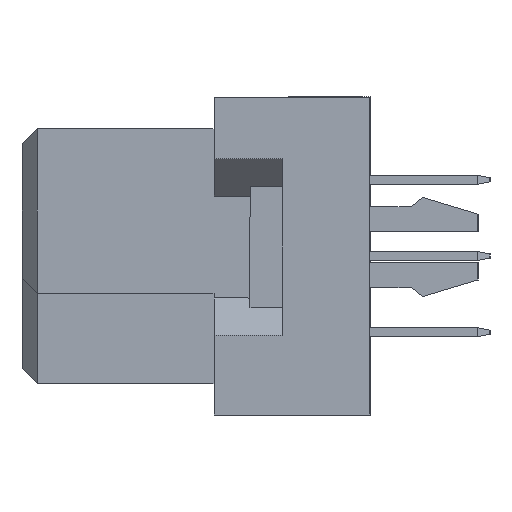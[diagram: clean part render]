
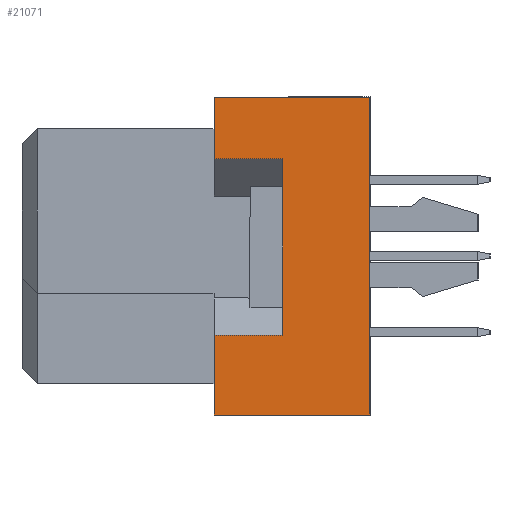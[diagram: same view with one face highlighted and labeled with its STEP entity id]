
A CAD part, left-side view. The second image highlights one B-rep face of the part: STEP entity #21071.
In plain terms, the highlighted planar face has unit normal (-1, 0, 0).
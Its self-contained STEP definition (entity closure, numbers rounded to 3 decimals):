
#113 = VECTOR ( 'NONE', #8929, 1000. ) ;
#663 = DIRECTION ( 'NONE',  ( 0., 0., 1. ) ) ;
#879 = ORIENTED_EDGE ( 'NONE', *, *, #7145, .T. ) ;
#1946 = FACE_OUTER_BOUND ( 'NONE', #15309, .T. ) ;
#1948 = CARTESIAN_POINT ( 'NONE',  ( -27.5, -8.7, 3.25 ) ) ;
#2021 = ORIENTED_EDGE ( 'NONE', *, *, #5288, .F. ) ;
#2050 = DIRECTION ( 'NONE',  ( 0., 0., 1. ) ) ;
#2373 = CARTESIAN_POINT ( 'NONE',  ( -27.5, -6.4, -5.3 ) ) ;
#2458 = VECTOR ( 'NONE', #20644, 1000. ) ;
#2890 = CARTESIAN_POINT ( 'NONE',  ( -27.5, -11.6, 5.3 ) ) ;
#3101 = VERTEX_POINT ( 'NONE', #15251 ) ;
#3757 = LINE ( 'NONE', #13664, #19283 ) ;
#3870 = LINE ( 'NONE', #1948, #4936 ) ;
#3875 = CARTESIAN_POINT ( 'NONE',  ( -27.5, -6.4, -5.3 ) ) ;
#4406 = LINE ( 'NONE', #9478, #2458 ) ;
#4500 = VERTEX_POINT ( 'NONE', #11531 ) ;
#4776 = CARTESIAN_POINT ( 'NONE',  ( -27.5, -8.7, 3.25 ) ) ;
#4936 = VECTOR ( 'NONE', #5270, 1000. ) ;
#4974 = ORIENTED_EDGE ( 'NONE', *, *, #5350, .T. ) ;
#5270 = DIRECTION ( 'NONE',  ( 0., 1., 0. ) ) ;
#5288 = EDGE_CURVE ( 'NONE', #4500, #3101, #18820, .T. ) ;
#5350 = EDGE_CURVE ( 'NONE', #19117, #14148, #13889, .T. ) ;
#6442 = EDGE_CURVE ( 'NONE', #9300, #20684, #3870, .T. ) ;
#7145 = EDGE_CURVE ( 'NONE', #8785, #19117, #11060, .T. ) ;
#7425 = DIRECTION ( 'NONE',  ( 0., 1., 0. ) ) ;
#7737 = ORIENTED_EDGE ( 'NONE', *, *, #6442, .F. ) ;
#7963 = VECTOR ( 'NONE', #8928, 1000. ) ;
#8267 = VERTEX_POINT ( 'NONE', #20620 ) ;
#8712 = PLANE ( 'NONE',  #17594 ) ;
#8785 = VERTEX_POINT ( 'NONE', #20833 ) ;
#8928 = DIRECTION ( 'NONE',  ( 0., 1., 0. ) ) ;
#8929 = DIRECTION ( 'NONE',  ( 0., 0., 1. ) ) ;
#9300 = VERTEX_POINT ( 'NONE', #4776 ) ;
#9478 = CARTESIAN_POINT ( 'NONE',  ( -27.5, -8.7, -2.65 ) ) ;
#9830 = ORIENTED_EDGE ( 'NONE', *, *, #17062, .F. ) ;
#10217 = CARTESIAN_POINT ( 'NONE',  ( -27.5, -11.6, 5.3 ) ) ;
#10766 = CARTESIAN_POINT ( 'NONE',  ( -27.5, -11.6, 5.3 ) ) ;
#10952 = DIRECTION ( 'NONE',  ( 0., 0., 1. ) ) ;
#11060 = LINE ( 'NONE', #2890, #15254 ) ;
#11531 = CARTESIAN_POINT ( 'NONE',  ( -27.5, -6.4, -5.3 ) ) ;
#11761 = VECTOR ( 'NONE', #7425, 1000. ) ;
#12594 = LINE ( 'NONE', #20536, #7963 ) ;
#12806 = EDGE_CURVE ( 'NONE', #8785, #4500, #3757, .T. ) ;
#12951 = EDGE_CURVE ( 'NONE', #8267, #9300, #4406, .T. ) ;
#12994 = VECTOR ( 'NONE', #663, 1000. ) ;
#13664 = CARTESIAN_POINT ( 'NONE',  ( -27.5, -11.6, -5.3 ) ) ;
#13882 = CARTESIAN_POINT ( 'NONE',  ( -27.5, -6.4, 3.25 ) ) ;
#13889 = LINE ( 'NONE', #10766, #11761 ) ;
#14148 = VERTEX_POINT ( 'NONE', #19686 ) ;
#15251 = CARTESIAN_POINT ( 'NONE',  ( -27.5, -6.4, -2.65 ) ) ;
#15254 = VECTOR ( 'NONE', #10952, 1000. ) ;
#15280 = LINE ( 'NONE', #3875, #12994 ) ;
#15309 = EDGE_LOOP ( 'NONE', ( #18099, #2021, #16496, #879, #4974, #9830, #7737, #15677 ) ) ;
#15677 = ORIENTED_EDGE ( 'NONE', *, *, #12951, .F. ) ;
#16496 = ORIENTED_EDGE ( 'NONE', *, *, #12806, .F. ) ;
#16775 = DIRECTION ( 'NONE',  ( 0., 1., 0. ) ) ;
#17062 = EDGE_CURVE ( 'NONE', #20684, #14148, #15280, .T. ) ;
#17594 = AXIS2_PLACEMENT_3D ( 'NONE', #10217, #18493, #2050 ) ;
#18099 = ORIENTED_EDGE ( 'NONE', *, *, #21218, .T. ) ;
#18245 = CARTESIAN_POINT ( 'NONE',  ( -27.5, -11.6, 5.3 ) ) ;
#18493 = DIRECTION ( 'NONE',  ( -1., 0., 0. ) ) ;
#18820 = LINE ( 'NONE', #2373, #113 ) ;
#19117 = VERTEX_POINT ( 'NONE', #18245 ) ;
#19283 = VECTOR ( 'NONE', #16775, 1000. ) ;
#19686 = CARTESIAN_POINT ( 'NONE',  ( -27.5, -6.4, 5.3 ) ) ;
#20536 = CARTESIAN_POINT ( 'NONE',  ( -27.5, -8.7, -2.65 ) ) ;
#20620 = CARTESIAN_POINT ( 'NONE',  ( -27.5, -8.7, -2.65 ) ) ;
#20644 = DIRECTION ( 'NONE',  ( 0., 0., 1. ) ) ;
#20684 = VERTEX_POINT ( 'NONE', #13882 ) ;
#20833 = CARTESIAN_POINT ( 'NONE',  ( -27.5, -11.6, -5.3 ) ) ;
#21071 = ADVANCED_FACE ( 'NONE', ( #1946 ), #8712, .T. ) ;
#21218 = EDGE_CURVE ( 'NONE', #8267, #3101, #12594, .T. ) ;
